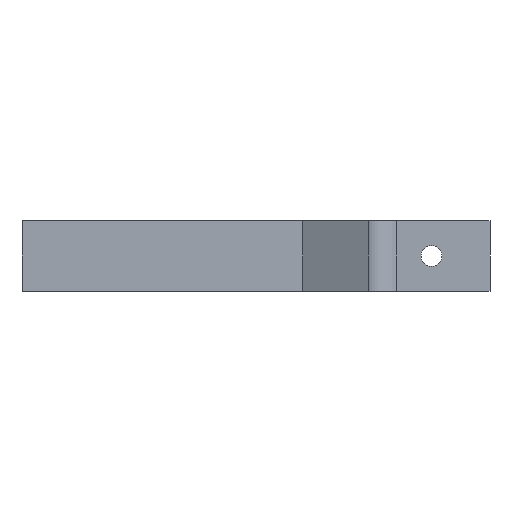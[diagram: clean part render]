
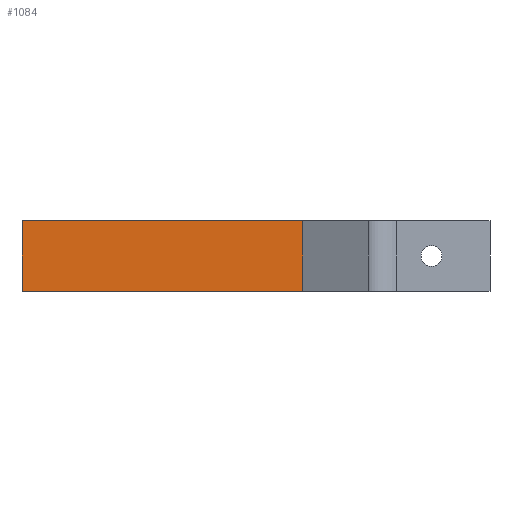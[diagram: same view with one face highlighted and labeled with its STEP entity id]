
A CAD part, front view. The second image highlights one B-rep face of the part: STEP entity #1084.
In plain terms, the highlighted planar face has unit normal (0, -1, 0).
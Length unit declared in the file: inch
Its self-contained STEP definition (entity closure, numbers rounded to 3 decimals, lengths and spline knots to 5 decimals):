
#22 = DIRECTION ( 'NONE',  ( 0., 0., 1. ) ) ;
#23 = DIRECTION ( 'NONE',  ( 0., 1., 0. ) ) ;
#26 = PLANE ( 'NONE',  #1060 ) ;
#28 = CARTESIAN_POINT ( 'NONE',  ( 0., 0., 0.3 ) ) ;
#159 = DIRECTION ( 'NONE',  ( 1., 0., 0. ) ) ;
#160 = CARTESIAN_POINT ( 'NONE',  ( 0., 0., 0. ) ) ;
#167 = DIRECTION ( 'NONE',  ( 0., 0., -1. ) ) ;
#179 = CARTESIAN_POINT ( 'NONE',  ( 0., 0., 0.3 ) ) ;
#350 = DIRECTION ( 'NONE',  ( 1., 0., 0. ) ) ;
#351 = DIRECTION ( 'NONE',  ( 0., 0., -1. ) ) ;
#357 = CARTESIAN_POINT ( 'NONE',  ( 1.2, 0., 0.3 ) ) ;
#377 = CARTESIAN_POINT ( 'NONE',  ( 1.2, 0., 0.3 ) ) ;
#385 = CARTESIAN_POINT ( 'NONE',  ( 1.2, 0., 0. ) ) ;
#388 = CARTESIAN_POINT ( 'NONE',  ( 0., 0., 0. ) ) ;
#417 = CARTESIAN_POINT ( 'NONE',  ( 0., 0., 0.3 ) ) ;
#424 = CARTESIAN_POINT ( 'NONE',  ( 0., 0., 0.3 ) ) ;
#505 = EDGE_LOOP ( 'NONE', ( #760, #645, #602, #617 ) ) ;
#536 = VECTOR ( 'NONE', #159, 39.37008 ) ;
#537 = LINE ( 'NONE', #160, #536 ) ;
#592 = LINE ( 'NONE', #179, #779 ) ;
#596 = FACE_OUTER_BOUND ( 'NONE', #505, .T. ) ;
#602 = ORIENTED_EDGE ( 'NONE', *, *, #936, .F. ) ;
#617 = ORIENTED_EDGE ( 'NONE', *, *, #979, .T. ) ;
#627 = VERTEX_POINT ( 'NONE', #424 ) ;
#644 = LINE ( 'NONE', #357, #820 ) ;
#645 = ORIENTED_EDGE ( 'NONE', *, *, #935, .F. ) ;
#657 = VECTOR ( 'NONE', #350, 39.37008 ) ;
#714 = VERTEX_POINT ( 'NONE', #377 ) ;
#716 = LINE ( 'NONE', #417, #657 ) ;
#760 = ORIENTED_EDGE ( 'NONE', *, *, #985, .T. ) ;
#779 = VECTOR ( 'NONE', #167, 39.37008 ) ;
#820 = VECTOR ( 'NONE', #351, 39.37008 ) ;
#884 = VERTEX_POINT ( 'NONE', #385 ) ;
#898 = VERTEX_POINT ( 'NONE', #388 ) ;
#935 = EDGE_CURVE ( 'NONE', #714, #884, #644, .T. ) ;
#936 = EDGE_CURVE ( 'NONE', #627, #714, #716, .T. ) ;
#979 = EDGE_CURVE ( 'NONE', #627, #898, #592, .T. ) ;
#985 = EDGE_CURVE ( 'NONE', #898, #884, #537, .T. ) ;
#1060 = AXIS2_PLACEMENT_3D ( 'NONE', #28, #23, #22 ) ;
#1084 = ADVANCED_FACE ( 'NONE', ( #596 ), #26, .F. ) ;
